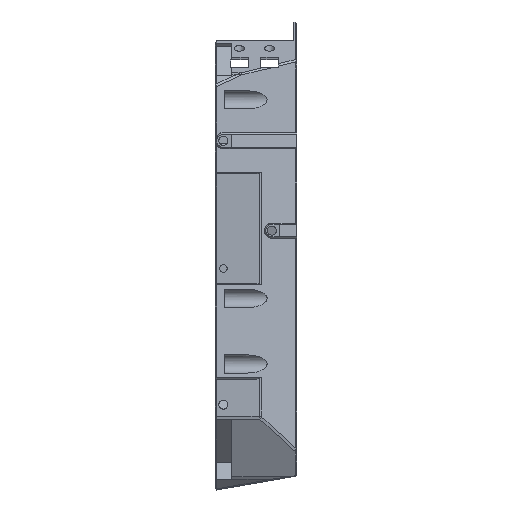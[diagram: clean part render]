
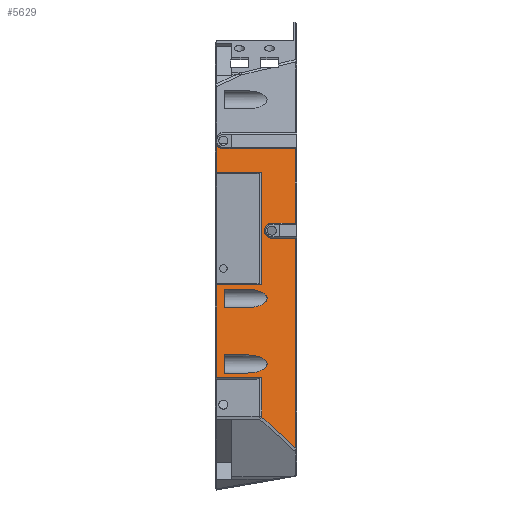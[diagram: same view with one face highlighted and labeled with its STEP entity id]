
A CAD part, left-side view. The second image highlights one B-rep face of the part: STEP entity #5629.
In plain terms, the highlighted planar face has unit normal (-0.906, -0.423, 0).
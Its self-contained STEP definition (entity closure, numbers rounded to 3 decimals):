
#74=FACE_BOUND('',#589,.T.);
#75=FACE_BOUND('',#590,.T.);
#198=ELLIPSE('',#5907,4.877,3.91);
#202=ELLIPSE('',#5920,2.979,2.7);
#205=ELLIPSE('',#5969,2.758,2.5);
#206=ELLIPSE('',#5970,7.099,3.);
#207=ELLIPSE('',#5971,7.099,3.);
#277=FACE_OUTER_BOUND('',#588,.T.);
#588=EDGE_LOOP('',(#3915,#3916,#3917,#3918,#3919,#3920,#3921,#3922,#3923,
#3924,#3925,#3926,#3927,#3928,#3929,#3930,#3931));
#589=EDGE_LOOP('',(#3932,#3933,#3934,#3935));
#590=EDGE_LOOP('',(#3936,#3937,#3938,#3939));
#1036=LINE('',#8181,#1751);
#1038=LINE('',#8184,#1753);
#1039=LINE('',#8186,#1754);
#1040=LINE('',#8188,#1755);
#1041=LINE('',#8190,#1756);
#1042=LINE('',#8192,#1757);
#1043=LINE('',#8194,#1758);
#1044=LINE('',#8196,#1759);
#1045=LINE('',#8198,#1760);
#1046=LINE('',#8200,#1761);
#1047=LINE('',#8202,#1762);
#1048=LINE('',#8204,#1763);
#1049=LINE('',#8206,#1764);
#1050=LINE('',#8209,#1765);
#1051=LINE('',#8214,#1766);
#1052=LINE('',#8216,#1767);
#1053=LINE('',#8217,#1768);
#1054=LINE('',#8222,#1769);
#1055=LINE('',#8224,#1770);
#1056=LINE('',#8225,#1771);
#1751=VECTOR('',#6583,10.);
#1753=VECTOR('',#6587,10.);
#1754=VECTOR('',#6588,10.);
#1755=VECTOR('',#6589,10.);
#1756=VECTOR('',#6590,10.);
#1757=VECTOR('',#6591,10.);
#1758=VECTOR('',#6592,10.);
#1759=VECTOR('',#6593,10.);
#1760=VECTOR('',#6594,10.);
#1761=VECTOR('',#6595,10.);
#1762=VECTOR('',#6596,10.);
#1763=VECTOR('',#6597,10.);
#1764=VECTOR('',#6598,10.);
#1765=VECTOR('',#6601,10.);
#1766=VECTOR('',#6604,10.);
#1767=VECTOR('',#6605,10.);
#1768=VECTOR('',#6606,10.);
#1769=VECTOR('',#6609,10.);
#1770=VECTOR('',#6610,10.);
#1771=VECTOR('',#6611,10.);
#2333=VERTEX_POINT('',#7868);
#2334=VERTEX_POINT('',#7869);
#2348=VERTEX_POINT('',#7908);
#2451=VERTEX_POINT('',#8178);
#2452=VERTEX_POINT('',#8180);
#2453=VERTEX_POINT('',#8185);
#2454=VERTEX_POINT('',#8187);
#2455=VERTEX_POINT('',#8189);
#2456=VERTEX_POINT('',#8191);
#2457=VERTEX_POINT('',#8193);
#2458=VERTEX_POINT('',#8195);
#2459=VERTEX_POINT('',#8197);
#2460=VERTEX_POINT('',#8199);
#2461=VERTEX_POINT('',#8201);
#2462=VERTEX_POINT('',#8203);
#2463=VERTEX_POINT('',#8205);
#2464=VERTEX_POINT('',#8207);
#2465=VERTEX_POINT('',#8210);
#2466=VERTEX_POINT('',#8211);
#2467=VERTEX_POINT('',#8213);
#2468=VERTEX_POINT('',#8215);
#2469=VERTEX_POINT('',#8218);
#2470=VERTEX_POINT('',#8219);
#2471=VERTEX_POINT('',#8221);
#2472=VERTEX_POINT('',#8223);
#2864=EDGE_CURVE('',#2333,#2334,#198,.T.);
#2884=EDGE_CURVE('',#2348,#2333,#202,.T.);
#3019=EDGE_CURVE('',#2451,#2452,#1036,.T.);
#3021=EDGE_CURVE('',#2451,#2348,#1038,.T.);
#3022=EDGE_CURVE('',#2453,#2334,#1039,.T.);
#3023=EDGE_CURVE('',#2454,#2453,#1040,.T.);
#3024=EDGE_CURVE('',#2455,#2454,#1041,.T.);
#3025=EDGE_CURVE('',#2456,#2455,#1042,.T.);
#3026=EDGE_CURVE('',#2457,#2456,#1043,.T.);
#3027=EDGE_CURVE('',#2458,#2457,#1044,.T.);
#3028=EDGE_CURVE('',#2459,#2458,#1045,.T.);
#3029=EDGE_CURVE('',#2460,#2459,#1046,.T.);
#3030=EDGE_CURVE('',#2461,#2460,#1047,.T.);
#3031=EDGE_CURVE('',#2462,#2461,#1048,.T.);
#3032=EDGE_CURVE('',#2462,#2463,#1049,.T.);
#3033=EDGE_CURVE('',#2463,#2464,#205,.T.);
#3034=EDGE_CURVE('',#2464,#2452,#1050,.T.);
#3035=EDGE_CURVE('',#2465,#2466,#206,.T.);
#3036=EDGE_CURVE('',#2466,#2467,#1051,.T.);
#3037=EDGE_CURVE('',#2467,#2468,#1052,.T.);
#3038=EDGE_CURVE('',#2468,#2465,#1053,.T.);
#3039=EDGE_CURVE('',#2469,#2470,#207,.T.);
#3040=EDGE_CURVE('',#2470,#2471,#1054,.T.);
#3041=EDGE_CURVE('',#2471,#2472,#1055,.T.);
#3042=EDGE_CURVE('',#2472,#2469,#1056,.T.);
#3915=ORIENTED_EDGE('',*,*,#3019,.F.);
#3916=ORIENTED_EDGE('',*,*,#3021,.T.);
#3917=ORIENTED_EDGE('',*,*,#2884,.T.);
#3918=ORIENTED_EDGE('',*,*,#2864,.T.);
#3919=ORIENTED_EDGE('',*,*,#3022,.F.);
#3920=ORIENTED_EDGE('',*,*,#3023,.F.);
#3921=ORIENTED_EDGE('',*,*,#3024,.F.);
#3922=ORIENTED_EDGE('',*,*,#3025,.F.);
#3923=ORIENTED_EDGE('',*,*,#3026,.F.);
#3924=ORIENTED_EDGE('',*,*,#3027,.F.);
#3925=ORIENTED_EDGE('',*,*,#3028,.F.);
#3926=ORIENTED_EDGE('',*,*,#3029,.F.);
#3927=ORIENTED_EDGE('',*,*,#3030,.F.);
#3928=ORIENTED_EDGE('',*,*,#3031,.F.);
#3929=ORIENTED_EDGE('',*,*,#3032,.T.);
#3930=ORIENTED_EDGE('',*,*,#3033,.T.);
#3931=ORIENTED_EDGE('',*,*,#3034,.T.);
#3932=ORIENTED_EDGE('',*,*,#3035,.T.);
#3933=ORIENTED_EDGE('',*,*,#3036,.T.);
#3934=ORIENTED_EDGE('',*,*,#3037,.T.);
#3935=ORIENTED_EDGE('',*,*,#3038,.T.);
#3936=ORIENTED_EDGE('',*,*,#3039,.T.);
#3937=ORIENTED_EDGE('',*,*,#3040,.T.);
#3938=ORIENTED_EDGE('',*,*,#3041,.T.);
#3939=ORIENTED_EDGE('',*,*,#3042,.T.);
#5375=PLANE('',#5968);
#5629=ADVANCED_FACE('',(#277,#74,#75),#5375,.T.);
#5907=AXIS2_PLACEMENT_3D('',#7870,#6329,#6330);
#5920=AXIS2_PLACEMENT_3D('',#7909,#6367,#6368);
#5968=AXIS2_PLACEMENT_3D('',#8183,#6585,#6586);
#5969=AXIS2_PLACEMENT_3D('',#8208,#6599,#6600);
#5970=AXIS2_PLACEMENT_3D('',#8212,#6602,#6603);
#5971=AXIS2_PLACEMENT_3D('',#8220,#6607,#6608);
#6329=DIRECTION('center_axis',(0.906,0.423,0.));
#6330=DIRECTION('ref_axis',(-0.423,0.906,0.));
#6367=DIRECTION('center_axis',(0.906,0.423,0.));
#6368=DIRECTION('ref_axis',(-0.423,0.906,0.));
#6583=DIRECTION('',(0.,0.,-1.));
#6585=DIRECTION('center_axis',(-0.906,-0.423,0.));
#6586=DIRECTION('ref_axis',(-0.423,0.906,0.));
#6587=DIRECTION('',(-0.423,0.906,0.));
#6588=DIRECTION('',(0.,0.,1.));
#6589=DIRECTION('',(-0.423,0.906,0.));
#6590=DIRECTION('',(0.,0.,1.));
#6591=DIRECTION('',(0.423,-0.906,0.));
#6592=DIRECTION('',(0.,0.,1.));
#6593=DIRECTION('',(-0.423,0.906,0.));
#6594=DIRECTION('',(0.,0.,1.));
#6595=DIRECTION('',(-0.324,0.694,0.643));
#6596=DIRECTION('',(-0.134,0.287,-0.949));
#6597=DIRECTION('',(0.,0.,-1.));
#6598=DIRECTION('',(-0.423,0.906,0.));
#6599=DIRECTION('center_axis',(0.906,0.423,0.));
#6600=DIRECTION('ref_axis',(0.423,-0.906,0.));
#6601=DIRECTION('',(0.423,-0.906,0.));
#6602=DIRECTION('center_axis',(0.906,0.423,0.));
#6603=DIRECTION('ref_axis',(0.423,-0.906,0.));
#6604=DIRECTION('',(-0.423,0.906,0.));
#6605=DIRECTION('',(0.,0.,1.));
#6606=DIRECTION('',(0.423,-0.906,0.));
#6607=DIRECTION('center_axis',(0.906,0.423,0.));
#6608=DIRECTION('ref_axis',(0.423,-0.906,0.));
#6609=DIRECTION('',(-0.423,0.906,0.));
#6610=DIRECTION('',(0.,0.,1.));
#6611=DIRECTION('',(0.423,-0.906,0.));
#7868=CARTESIAN_POINT('',(-54.5,-1.072,36.033));
#7869=CARTESIAN_POINT('',(-54.789,-0.453,37.312));
#7870=CARTESIAN_POINT('Origin',(-52.78,-4.761,38.187));
#7908=CARTESIAN_POINT('',(-53.741,-2.7,35.487));
#7909=CARTESIAN_POINT('Origin',(-53.741,-2.7,38.187));
#8178=CARTESIAN_POINT('',(-42.621,-26.547,35.487));
#8180=CARTESIAN_POINT('',(-42.621,-26.547,10.937));
#8181=CARTESIAN_POINT('',(-42.621,-26.547,77.5));
#8183=CARTESIAN_POINT('Origin',(-42.41,-27.,77.5));
#8184=CARTESIAN_POINT('',(-47.446,-16.2,35.487));
#8185=CARTESIAN_POINT('',(-54.789,-0.453,27.7));
#8186=CARTESIAN_POINT('',(-54.789,-0.453,77.5));
#8187=CARTESIAN_POINT('',(-47.789,-15.465,27.7));
#8188=CARTESIAN_POINT('',(-48.08,-14.841,27.7));
#8189=CARTESIAN_POINT('',(-47.789,-15.465,-9.5));
#8190=CARTESIAN_POINT('',(-47.789,-15.465,34.25));
#8191=CARTESIAN_POINT('',(-54.789,-0.453,-9.5));
#8192=CARTESIAN_POINT('',(-48.705,-13.5,-9.5));
#8193=CARTESIAN_POINT('',(-54.789,-0.453,-40.196));
#8194=CARTESIAN_POINT('',(-54.789,-0.453,77.5));
#8195=CARTESIAN_POINT('',(-47.789,-15.465,-40.196));
#8196=CARTESIAN_POINT('',(-48.08,-14.841,-40.196));
#8197=CARTESIAN_POINT('',(-47.789,-15.465,-53.279));
#8198=CARTESIAN_POINT('',(-47.789,-15.465,11.994));
#8199=CARTESIAN_POINT('',(-42.637,-26.512,-63.51));
#8200=CARTESIAN_POINT('',(-58.942,8.454,-31.129));
#8201=CARTESIAN_POINT('',(-42.621,-26.547,-63.396));
#8202=CARTESIAN_POINT('',(-29.168,-55.396,31.917));
#8203=CARTESIAN_POINT('',(-42.621,-26.547,5.937));
#8204=CARTESIAN_POINT('',(-42.621,-26.547,77.5));
#8205=CARTESIAN_POINT('',(-46.257,-18.75,5.937));
#8206=CARTESIAN_POINT('',(-44.01,-23.568,5.937));
#8207=CARTESIAN_POINT('',(-46.257,-18.75,10.937));
#8208=CARTESIAN_POINT('Origin',(-46.257,-18.75,8.437));
#8209=CARTESIAN_POINT('',(-43.75,-24.125,10.937));
#8210=CARTESIAN_POINT('',(-50.,-10.723,-32.696));
#8211=CARTESIAN_POINT('',(-50.,-10.723,-38.696));
#8212=CARTESIAN_POINT('Origin',(-50.,-10.723,-35.696));
#8213=CARTESIAN_POINT('',(-53.601,-3.,-38.696));
#8214=CARTESIAN_POINT('',(-48.13,-14.732,-38.696));
#8215=CARTESIAN_POINT('',(-53.601,-3.,-32.696));
#8216=CARTESIAN_POINT('',(-53.601,-3.,20.902));
#8217=CARTESIAN_POINT('',(-47.684,-15.69,-32.696));
#8218=CARTESIAN_POINT('',(-50.,-10.723,-11.));
#8219=CARTESIAN_POINT('',(-50.,-10.723,-17.));
#8220=CARTESIAN_POINT('Origin',(-50.,-10.723,-14.));
#8221=CARTESIAN_POINT('',(-53.601,-3.,-17.));
#8222=CARTESIAN_POINT('',(-48.13,-14.732,-17.));
#8223=CARTESIAN_POINT('',(-53.601,-3.,-11.));
#8224=CARTESIAN_POINT('',(-53.601,-3.,31.75));
#8225=CARTESIAN_POINT('',(-47.684,-15.69,-11.));
